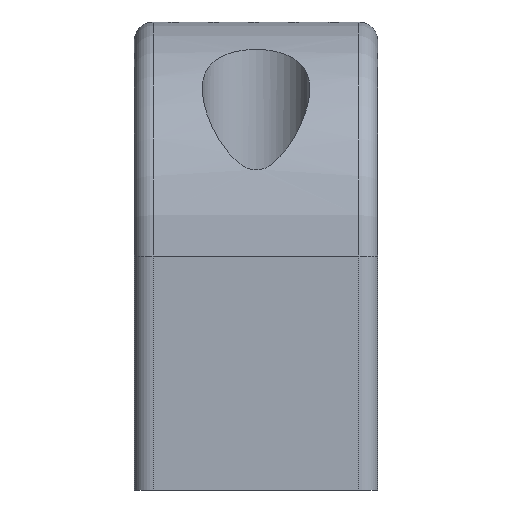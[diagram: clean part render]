
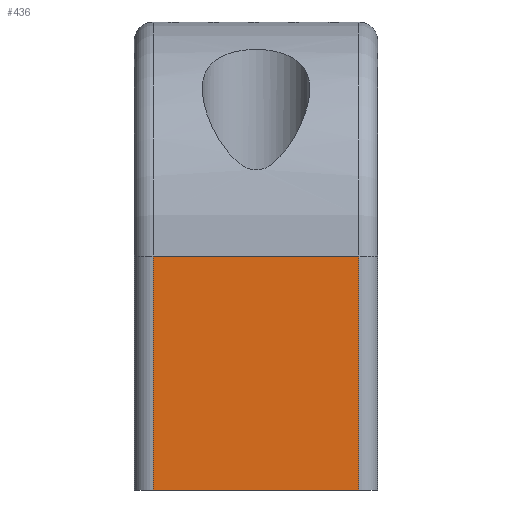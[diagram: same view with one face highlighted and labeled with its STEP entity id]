
A CAD part, front view. The second image highlights one B-rep face of the part: STEP entity #436.
In plain terms, the highlighted planar face has unit normal (0, -1, 0).
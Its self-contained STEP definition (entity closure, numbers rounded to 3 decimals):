
#436=ADVANCED_FACE('NONE',(#916),#917,.F.);
#916=FACE_OUTER_BOUND('',#1429,.T.);
#917=PLANE('',#1430);
#1429=EDGE_LOOP('',(#2681,#2682,#2683,#2684));
#1430=AXIS2_PLACEMENT_3D('',#2685,#2686,#2687);
#2681=ORIENTED_EDGE('',*,*,#3507,.T.);
#2682=ORIENTED_EDGE('',*,*,#3543,.F.);
#2683=ORIENTED_EDGE('',*,*,#3520,.F.);
#2684=ORIENTED_EDGE('',*,*,#3544,.F.);
#2685=CARTESIAN_POINT('',(13.0,-66.5,-25.0));
#2686=DIRECTION('',(0.0,1.0,0.0));
#2687=DIRECTION('',(1.0,0.0,-0.0));
#3507=EDGE_CURVE('NONE',#4317,#4318,#4319,.T.);
#3520=EDGE_CURVE('NONE',#4332,#4333,#4334,.T.);
#3543=EDGE_CURVE('NONE',#4333,#4318,#4370,.T.);
#3544=EDGE_CURVE('NONE',#4317,#4332,#4371,.T.);
#4317=VERTEX_POINT('NONE',#5601);
#4318=VERTEX_POINT('NONE',#5602);
#4319=LINE('',#5603,#5604);
#4332=VERTEX_POINT('NONE',#5754);
#4333=VERTEX_POINT('NONE',#5755);
#4334=LINE('',#5756,#5757);
#4370=LINE('',#5799,#5800);
#4371=LINE('',#5801,#5802);
#5601=CARTESIAN_POINT('',(11.0,-66.5,-25.0));
#5602=CARTESIAN_POINT('',(-11.0,-66.5,-25.0));
#5603=CARTESIAN_POINT('',(13.0,-66.5,-25.0));
#5604=VECTOR('',#6634,1000.0);
#5754=CARTESIAN_POINT('',(11.0,-66.5,-50.0));
#5755=CARTESIAN_POINT('',(-11.0,-66.5,-50.0));
#5756=CARTESIAN_POINT('',(13.0,-66.5,-50.0));
#5757=VECTOR('',#6647,1000.0);
#5799=CARTESIAN_POINT('',(-11.0,-66.5,-25.0));
#5800=VECTOR('',#6699,1000.0);
#5801=CARTESIAN_POINT('',(11.0,-66.5,-25.0));
#5802=VECTOR('',#6700,1000.0);
#6634=DIRECTION('',(-1.0,0.0,-0.0));
#6647=DIRECTION('',(-1.0,0.0,-0.0));
#6699=DIRECTION('',(0.0,0.0,1.0));
#6700=DIRECTION('',(-0.0,-0.0,-1.0));
